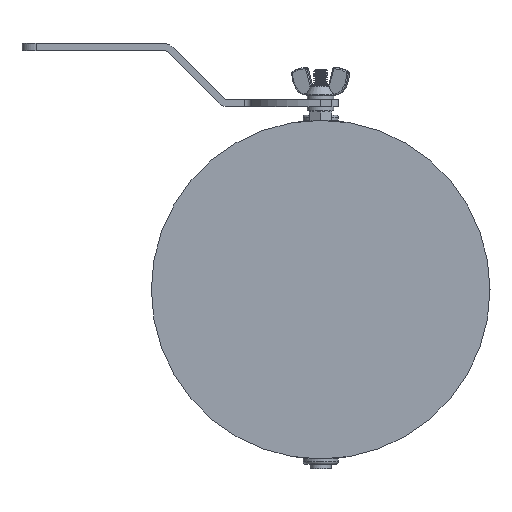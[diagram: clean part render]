
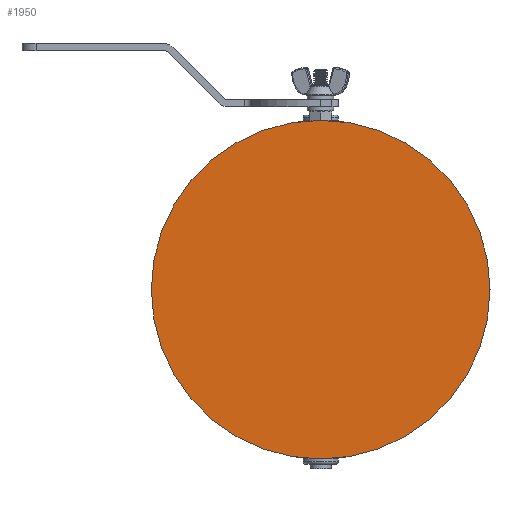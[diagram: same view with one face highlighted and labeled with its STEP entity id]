
A CAD part, left-side view. The second image highlights one B-rep face of the part: STEP entity #1950.
In plain terms, the highlighted planar face has unit normal (-1, 0, 0).
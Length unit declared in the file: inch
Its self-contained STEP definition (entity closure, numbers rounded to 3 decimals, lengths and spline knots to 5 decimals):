
#273=PLANE('',#2105);
#351=FACE_OUTER_BOUND('',#484,.T.);
#484=EDGE_LOOP('',(#1308));
#650=CIRCLE('',#2106,3.);
#816=VERTEX_POINT('',#6631);
#1008=EDGE_CURVE('',#816,#816,#650,.T.);
#1308=ORIENTED_EDGE('',*,*,#1008,.T.);
#1950=ADVANCED_FACE('',(#351),#273,.F.);
#2105=AXIS2_PLACEMENT_3D('',#6630,#2413,#2414);
#2106=AXIS2_PLACEMENT_3D('',#6632,#2415,#2416);
#2413=DIRECTION('center_axis',(1.,0.,0.));
#2414=DIRECTION('ref_axis',(0.,0.,-1.));
#2415=DIRECTION('center_axis',(-1.,0.,0.));
#2416=DIRECTION('ref_axis',(0.,-1.,0.));
#6630=CARTESIAN_POINT('Origin',(-3.62541,-0.07718,0.));
#6631=CARTESIAN_POINT('',(-3.62541,2.92282,0.));
#6632=CARTESIAN_POINT('Origin',(-3.62541,-0.07718,0.));
